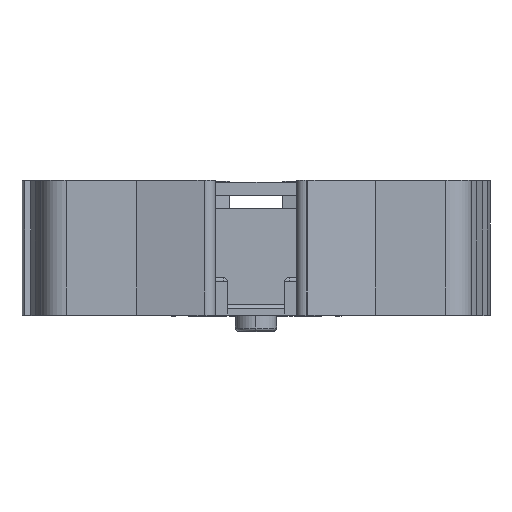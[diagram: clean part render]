
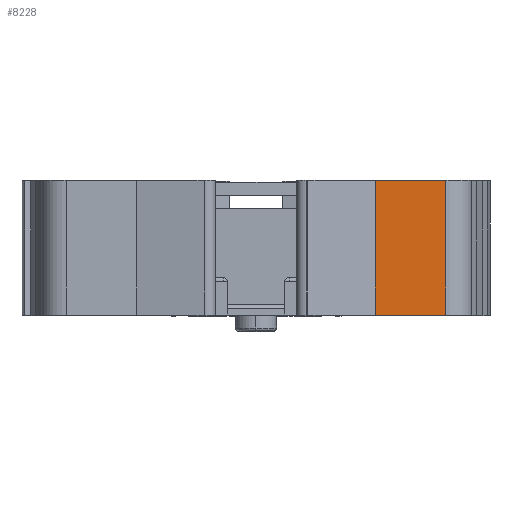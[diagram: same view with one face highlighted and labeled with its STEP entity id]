
A CAD part, top view. The second image highlights one B-rep face of the part: STEP entity #8228.
In plain terms, the highlighted planar face has unit normal (0, 0, 1).
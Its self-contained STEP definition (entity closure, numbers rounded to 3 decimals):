
#356 = PLANE ( 'NONE',  #6260 ) ;
#935 = CARTESIAN_POINT ( 'NONE',  ( -30.243, 1.784, 22.927 ) ) ;
#1081 = VERTEX_POINT ( 'NONE', #8884 ) ;
#1690 = DIRECTION ( 'NONE',  ( -1., 0., 0. ) ) ;
#1867 = EDGE_CURVE ( 'NONE', #13095, #8340, #12919, .T. ) ;
#1982 = CARTESIAN_POINT ( 'NONE',  ( -30.243, 1.784, 22.927 ) ) ;
#2517 = CARTESIAN_POINT ( 'NONE',  ( -30.243, 6.034, 22.927 ) ) ;
#2926 = EDGE_LOOP ( 'NONE', ( #3593, #5982, #12865, #11569 ) ) ;
#3593 = ORIENTED_EDGE ( 'NONE', *, *, #3819, .T. ) ;
#3648 = FACE_OUTER_BOUND ( 'NONE', #2926, .T. ) ;
#3819 = EDGE_CURVE ( 'NONE', #1081, #13095, #12972, .T. ) ;
#4264 = CARTESIAN_POINT ( 'NONE',  ( -28.023, 1.784, 22.927 ) ) ;
#4688 = CARTESIAN_POINT ( 'NONE',  ( -30.243, 1.784, 22.927 ) ) ;
#4835 = CARTESIAN_POINT ( 'NONE',  ( -28.023, 6.034, 22.927 ) ) ;
#4884 = CARTESIAN_POINT ( 'NONE',  ( -30.243, 6.034, 22.927 ) ) ;
#4957 = VECTOR ( 'NONE', #8375, 1000. ) ;
#5657 = LINE ( 'NONE', #4884, #13816 ) ;
#5768 = DIRECTION ( 'NONE',  ( 1., 0., 0. ) ) ;
#5982 = ORIENTED_EDGE ( 'NONE', *, *, #1867, .T. ) ;
#6260 = AXIS2_PLACEMENT_3D ( 'NONE', #4688, #12155, #5768 ) ;
#6652 = VERTEX_POINT ( 'NONE', #2517 ) ;
#7191 = DIRECTION ( 'NONE',  ( 0., 1., 0. ) ) ;
#7785 = LINE ( 'NONE', #1982, #4957 ) ;
#8228 = ADVANCED_FACE ( 'NONE', ( #3648 ), #356, .T. ) ;
#8340 = VERTEX_POINT ( 'NONE', #4835 ) ;
#8375 = DIRECTION ( 'NONE',  ( 0., -1., 0. ) ) ;
#8384 = EDGE_CURVE ( 'NONE', #8340, #6652, #5657, .T. ) ;
#8404 = DIRECTION ( 'NONE',  ( 1., 0., 0. ) ) ;
#8884 = CARTESIAN_POINT ( 'NONE',  ( -30.243, 1.784, 22.927 ) ) ;
#9740 = VECTOR ( 'NONE', #7191, 1000. ) ;
#10120 = VECTOR ( 'NONE', #8404, 1000. ) ;
#11569 = ORIENTED_EDGE ( 'NONE', *, *, #11958, .T. ) ;
#11958 = EDGE_CURVE ( 'NONE', #6652, #1081, #7785, .T. ) ;
#12155 = DIRECTION ( 'NONE',  ( 0., 0., 1. ) ) ;
#12865 = ORIENTED_EDGE ( 'NONE', *, *, #8384, .T. ) ;
#12919 = LINE ( 'NONE', #13594, #9740 ) ;
#12972 = LINE ( 'NONE', #935, #10120 ) ;
#13095 = VERTEX_POINT ( 'NONE', #4264 ) ;
#13594 = CARTESIAN_POINT ( 'NONE',  ( -28.023, 6.034, 22.927 ) ) ;
#13816 = VECTOR ( 'NONE', #1690, 1000. ) ;
